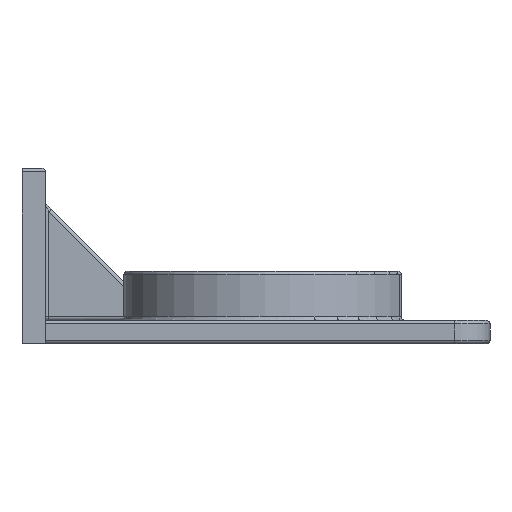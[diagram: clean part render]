
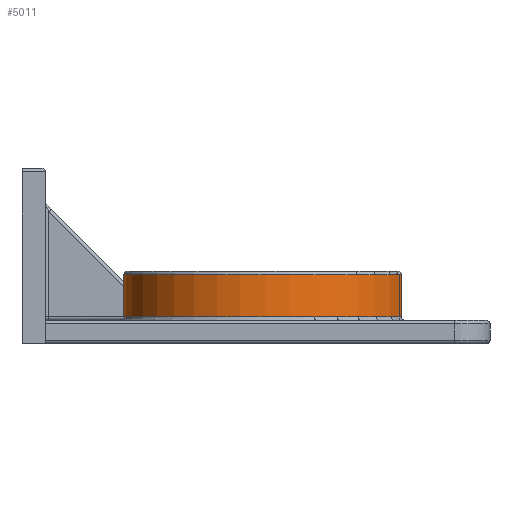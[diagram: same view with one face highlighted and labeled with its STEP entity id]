
A CAD part, front view. The second image highlights one B-rep face of the part: STEP entity #5011.
In plain terms, the highlighted cylindrical face has radius 12.3 mm (diameter 24.6 mm), a partial arc.
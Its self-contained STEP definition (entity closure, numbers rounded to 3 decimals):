
#206=CYLINDRICAL_SURFACE('',#5439,12.3);
#526=CIRCLE('',#5438,12.3);
#527=CIRCLE('',#5440,12.3);
#827=FACE_OUTER_BOUND('',#1156,.T.);
#1156=EDGE_LOOP('',(#3737,#3738,#3739,#3740));
#1540=LINE('',#8661,#1869);
#1541=LINE('',#8742,#1870);
#1869=VECTOR('',#6331,10.);
#1870=VECTOR('',#6340,10.);
#2256=VERTEX_POINT('',#8575);
#2263=VERTEX_POINT('',#8644);
#2266=VERTEX_POINT('',#8733);
#2267=VERTEX_POINT('',#8741);
#2804=EDGE_CURVE('',#2263,#2256,#1540,.T.);
#2809=EDGE_CURVE('',#2256,#2266,#526,.T.);
#2810=EDGE_CURVE('',#2266,#2267,#1541,.T.);
#2811=EDGE_CURVE('',#2267,#2263,#527,.T.);
#3737=ORIENTED_EDGE('',*,*,#2810,.F.);
#3738=ORIENTED_EDGE('',*,*,#2809,.F.);
#3739=ORIENTED_EDGE('',*,*,#2804,.F.);
#3740=ORIENTED_EDGE('',*,*,#2811,.F.);
#5011=ADVANCED_FACE('',(#827),#206,.T.);
#5438=AXIS2_PLACEMENT_3D('',#8739,#6336,#6337);
#5439=AXIS2_PLACEMENT_3D('',#8740,#6338,#6339);
#5440=AXIS2_PLACEMENT_3D('',#8743,#6341,#6342);
#6331=DIRECTION('',(0.,0.,-1.));
#6336=DIRECTION('center_axis',(0.,0.,-1.));
#6337=DIRECTION('ref_axis',(-1.,0.,0.));
#6338=DIRECTION('center_axis',(0.,0.,1.));
#6339=DIRECTION('ref_axis',(-1.,0.,0.));
#6340=DIRECTION('',(0.,0.,1.));
#6341=DIRECTION('center_axis',(0.,0.,1.));
#6342=DIRECTION('ref_axis',(-1.,0.,0.));
#8575=CARTESIAN_POINT('',(30.419,14.429,2.3));
#8644=CARTESIAN_POINT('',(30.419,14.429,5.9));
#8661=CARTESIAN_POINT('',(30.419,14.429,2.));
#8733=CARTESIAN_POINT('',(30.416,23.578,2.3));
#8739=CARTESIAN_POINT('Origin',(19.,19.,2.3));
#8740=CARTESIAN_POINT('Origin',(19.,19.,2.));
#8741=CARTESIAN_POINT('',(30.416,23.578,5.9));
#8742=CARTESIAN_POINT('',(30.416,23.578,2.));
#8743=CARTESIAN_POINT('Origin',(19.,19.,5.9));
